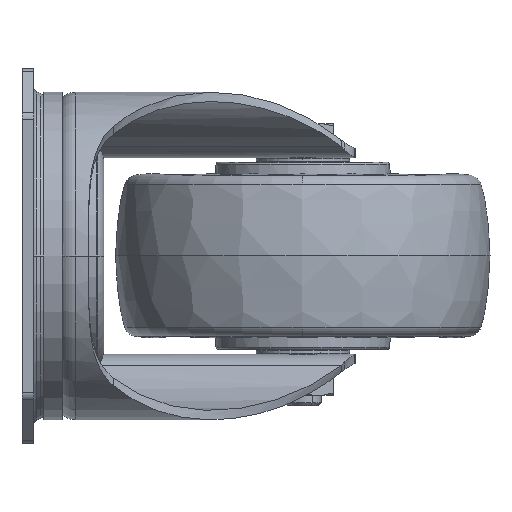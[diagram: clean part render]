
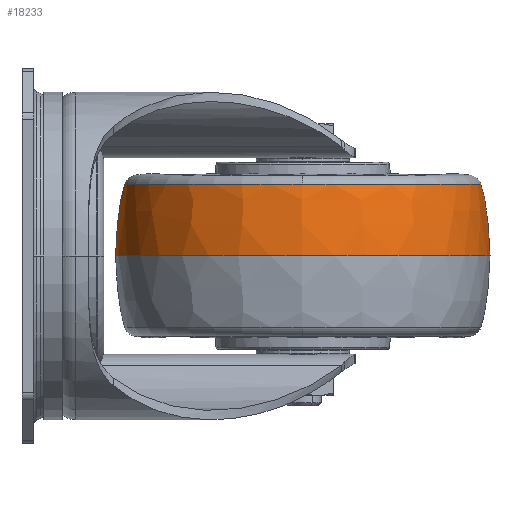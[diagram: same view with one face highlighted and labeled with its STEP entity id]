
A CAD part, left-side view. The second image highlights one B-rep face of the part: STEP entity #18233.
In plain terms, the highlighted free-form (B-spline) face has degree [3, 3] with [4, 4] control points.
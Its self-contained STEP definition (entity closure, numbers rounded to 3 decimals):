
#963 = CARTESIAN_POINT ( 'NONE',  ( 38.11, -21.943, 15.342 ) ) ;
#1368 = CARTESIAN_POINT ( 'NONE',  ( -41.823, -99.622, 7.025 ) ) ;
#1682 = CARTESIAN_POINT ( 'NONE',  ( 37.884, -99.853, 7.025 ) ) ;
#1856 = CARTESIAN_POINT ( 'NONE',  ( 37.884, -100., 0.05 ) ) ;
#2404 = EDGE_CURVE ( 'NONE', #29011, #13805, #10462, .T. ) ;
#3033 = AXIS2_PLACEMENT_3D ( 'NONE', #16929, #19954, #27656 ) ;
#3656 = VERTEX_POINT ( 'NONE', #22031 ) ;
#3921 = CIRCLE ( 'NONE', #9647, 40. ) ;
#4266 = CARTESIAN_POINT ( 'NONE',  ( 37.884, -99.853, 7.025 ) ) ;
#4639 = CARTESIAN_POINT ( 'NONE',  ( -38.224, -97.836, 15.342 ) ) ;
#6241 = DIRECTION ( 'NONE',  ( -1., 0.003, 0. ) ) ;
#6560 = CARTESIAN_POINT ( 'NONE',  ( 38.116, -20.147, 7.025 ) ) ;
#6728 = CARTESIAN_POINT ( 'NONE',  ( 38.116, -20., 0.05 ) ) ;
#6796 = EDGE_CURVE ( 'NONE', #13805, #3656, #3921, .T. ) ;
#6956 = CARTESIAN_POINT ( 'NONE',  ( 38.11, -21.943, 15.342 ) ) ;
#7129 = CARTESIAN_POINT ( 'NONE',  ( -38.004, -21.722, 15.342 ) ) ;
#7477 = CARTESIAN_POINT ( 'NONE',  ( 37.89, -98.057, 15.342 ) ) ;
#8385 = DIRECTION ( 'NONE',  ( 0., 0., -1. ) ) ;
#9647 = AXIS2_PLACEMENT_3D ( 'NONE', #16185, #16718, #13507 ) ;
#9824 = CARTESIAN_POINT ( 'NONE',  ( -42.116, -99.768, 0.05 ) ) ;
#9929 = VERTEX_POINT ( 'NONE', #17756 ) ;
#10048 = CIRCLE ( 'NONE', #14635, 38.057 ) ;
#10462 =( BOUNDED_CURVE ( )  B_SPLINE_CURVE ( 3, ( #28913, #17995, #1682, #1856 ),
 .UNSPECIFIED., .F., .F. ) 
 B_SPLINE_CURVE_WITH_KNOTS ( ( 4, 4 ),
 ( 0., 1. ),
 .UNSPECIFIED. ) 
 CURVE ( )  GEOMETRIC_REPRESENTATION_ITEM ( )  RATIONAL_B_SPLINE_CURVE ( ( 0.984, 0.808, 0.719, 0.72 ) ) 
 REPRESENTATION_ITEM ( '' )  );
#11648 = EDGE_CURVE ( 'NONE', #9929, #34620, #16177, .T. ) ;
#13507 = DIRECTION ( 'NONE',  ( -1., 0.003, 0. ) ) ;
#13805 = VERTEX_POINT ( 'NONE', #23092 ) ;
#14635 = AXIS2_PLACEMENT_3D ( 'NONE', #30580, #8385, #6241 ) ;
#15205 = CARTESIAN_POINT ( 'NONE',  ( -41.884, -19.768, 0.05 ) ) ;
#15723 = CARTESIAN_POINT ( 'NONE',  ( 38.113, -20.92, 12.476 ) ) ;
#15907 = CARTESIAN_POINT ( 'NONE',  ( -40.273, -98.853, 12.476 ) ) ;
#16177 = CIRCLE ( 'NONE', #3033, 38.057 ) ;
#16185 = CARTESIAN_POINT ( 'NONE',  ( 38., -60., 0.05 ) ) ;
#16718 = DIRECTION ( 'NONE',  ( 0., 0., -1. ) ) ;
#16929 = CARTESIAN_POINT ( 'NONE',  ( 38., -60., 15.342 ) ) ;
#17193 = EDGE_CURVE ( 'NONE', #29011, #9929, #10048, .T. ) ;
#17516 = ORIENTED_EDGE ( 'NONE', *, *, #22454, .T. ) ;
#17756 = CARTESIAN_POINT ( 'NONE',  ( -0.057, -59.89, 15.342 ) ) ;
#17995 = CARTESIAN_POINT ( 'NONE',  ( 37.887, -99.08, 12.476 ) ) ;
#18233 = ADVANCED_FACE ( 'NONE', ( #28623 ), #31056, .T. ) ;
#18972 = EDGE_LOOP ( 'NONE', ( #26574, #24724, #20088, #17516, #21887 ) ) ;
#19954 = DIRECTION ( 'NONE',  ( 0., 0., -1. ) ) ;
#20088 = ORIENTED_EDGE ( 'NONE', *, *, #11648, .T. ) ;
#21887 = ORIENTED_EDGE ( 'NONE', *, *, #6796, .F. ) ;
#22031 = CARTESIAN_POINT ( 'NONE',  ( 38.116, -20., 0.05 ) ) ;
#22454 = EDGE_CURVE ( 'NONE', #34620, #3656, #27460, .T. ) ;
#23092 = CARTESIAN_POINT ( 'NONE',  ( 37.884, -100., 0.05 ) ) ;
#23447 = CARTESIAN_POINT ( 'NONE',  ( 37.887, -99.08, 12.476 ) ) ;
#23615 = CARTESIAN_POINT ( 'NONE',  ( 38.116, -20., 0.05 ) ) ;
#23970 = CARTESIAN_POINT ( 'NONE',  ( 37.89, -98.057, 15.342 ) ) ;
#24724 = ORIENTED_EDGE ( 'NONE', *, *, #17193, .T. ) ;
#26295 = CARTESIAN_POINT ( 'NONE',  ( 37.884, -100., 0.05 ) ) ;
#26574 = ORIENTED_EDGE ( 'NONE', *, *, #2404, .F. ) ;
#26632 = CARTESIAN_POINT ( 'NONE',  ( -40.047, -20.693, 12.476 ) ) ;
#27460 =( BOUNDED_CURVE ( )  B_SPLINE_CURVE ( 3, ( #963, #31250, #6560, #6728 ),
 .UNSPECIFIED., .F., .F. ) 
 B_SPLINE_CURVE_WITH_KNOTS ( ( 4, 4 ),
 ( 0., 1. ),
 .UNSPECIFIED. ) 
 CURVE ( )  GEOMETRIC_REPRESENTATION_ITEM ( )  RATIONAL_B_SPLINE_CURVE ( ( 0.984, 0.808, 0.719, 0.72 ) ) 
 REPRESENTATION_ITEM ( '' )  );
#27656 = DIRECTION ( 'NONE',  ( -1., 0.003, 0. ) ) ;
#28623 = FACE_OUTER_BOUND ( 'NONE', #18972, .T. ) ;
#28913 = CARTESIAN_POINT ( 'NONE',  ( 37.89, -98.057, 15.342 ) ) ;
#29011 = VERTEX_POINT ( 'NONE', #7477 ) ;
#29501 = CARTESIAN_POINT ( 'NONE',  ( 38.116, -20.147, 7.025 ) ) ;
#30580 = CARTESIAN_POINT ( 'NONE',  ( 38., -60., 15.342 ) ) ;
#31056 =( BOUNDED_SURFACE ( )  B_SPLINE_SURFACE ( 3, 3, ( 
 ( #6956, #7129, #4639, #23970 ),
 ( #15723, #26632, #15907, #23447 ),
 ( #29501, #31487, #1368, #4266 ),
 ( #23615, #15205, #9824, #26295 ) ),
 .UNSPECIFIED., .F., .F., .F. ) 
 B_SPLINE_SURFACE_WITH_KNOTS ( ( 4, 4 ),
 ( 4, 4 ),
 ( 0., 1. ),
 ( 0., 1. ),
 .UNSPECIFIED. ) 
 GEOMETRIC_REPRESENTATION_ITEM ( )  RATIONAL_B_SPLINE_SURFACE ( (
 ( 0.984, 0.328, 0.328, 0.984),
 ( 0.808, 0.269, 0.269, 0.808),
 ( 0.719, 0.24, 0.24, 0.719),
 ( 0.72, 0.24, 0.24, 0.72) ) ) 
 REPRESENTATION_ITEM ( '' )  SURFACE ( )  );
#31250 = CARTESIAN_POINT ( 'NONE',  ( 38.113, -20.92, 12.476 ) ) ;
#31487 = CARTESIAN_POINT ( 'NONE',  ( -41.591, -19.915, 7.025 ) ) ;
#31757 = CARTESIAN_POINT ( 'NONE',  ( 38.11, -21.943, 15.342 ) ) ;
#34620 = VERTEX_POINT ( 'NONE', #31757 ) ;
